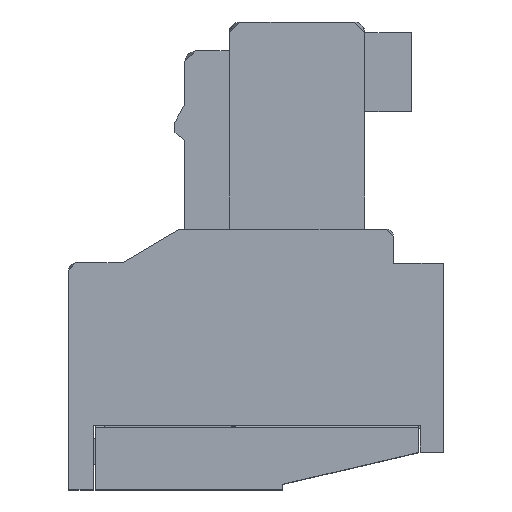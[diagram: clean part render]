
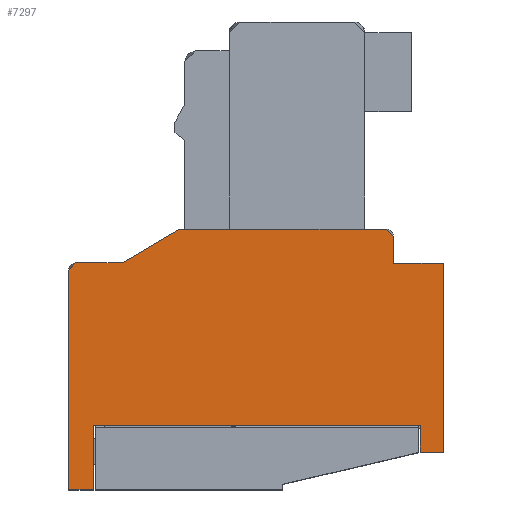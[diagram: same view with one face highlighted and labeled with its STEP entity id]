
A CAD part, top view. The second image highlights one B-rep face of the part: STEP entity #7297.
In plain terms, the highlighted free-form (B-spline) face has degree [1, 1] with [2, 2] control points.
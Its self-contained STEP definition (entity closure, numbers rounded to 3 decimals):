
#464=CARTESIAN_POINT('',(328.997,129.693,1.57));
#465=VERTEX_POINT('',#464);
#473=CARTESIAN_POINT('',(334.794,129.693,1.57));
#474=VERTEX_POINT('',#473);
#475=CARTESIAN_POINT('',(328.997,129.693,1.57));
#476=CARTESIAN_POINT('',(334.794,129.693,1.57));
#477=B_SPLINE_CURVE_WITH_KNOTS('',1,(#475,#476),.POLYLINE_FORM.,.F.,.U.,(2,2),(0.,1.),.UNSPECIFIED.);
#478=EDGE_CURVE('',#465,#474,#477,.T.);
#1048=CARTESIAN_POINT('',(334.994,129.493,1.57));
#1049=VERTEX_POINT('',#1048);
#1055=CARTESIAN_POINT('',(334.994,128.741,1.57));
#1056=VERTEX_POINT('',#1055);
#1057=CARTESIAN_POINT('',(334.994,128.741,1.57));
#1058=CARTESIAN_POINT('',(334.994,129.493,1.57));
#1059=B_SPLINE_CURVE_WITH_KNOTS('',1,(#1057,#1058),.POLYLINE_FORM.,.F.,.U.,(2,2),(0.,1.),.UNSPECIFIED.);
#1060=EDGE_CURVE('',#1056,#1049,#1059,.T.);
#2482=CARTESIAN_POINT('',(326.594,124.193,1.57));
#2483=VERTEX_POINT('',#2482);
#2489=CARTESIAN_POINT('',(326.594,122.393,1.57));
#2490=VERTEX_POINT('',#2489);
#2491=CARTESIAN_POINT('',(326.594,122.393,1.57));
#2492=CARTESIAN_POINT('',(326.594,124.193,1.57));
#2493=B_SPLINE_CURVE_WITH_KNOTS('',1,(#2491,#2492),.POLYLINE_FORM.,.F.,.U.,(2,2),(0.,1.),.UNSPECIFIED.);
#2494=EDGE_CURVE('',#2490,#2483,#2493,.T.);
#3024=CARTESIAN_POINT('',(335.744,123.443,1.57));
#3025=VERTEX_POINT('',#3024);
#3031=CARTESIAN_POINT('',(335.744,124.193,1.57));
#3032=VERTEX_POINT('',#3031);
#3033=CARTESIAN_POINT('',(335.744,124.193,1.57));
#3034=CARTESIAN_POINT('',(335.744,123.443,1.57));
#3035=B_SPLINE_CURVE_WITH_KNOTS('',1,(#3033,#3034),.POLYLINE_FORM.,.F.,.U.,(2,2),(0.,1.),.UNSPECIFIED.);
#3036=EDGE_CURVE('',#3032,#3025,#3035,.T.);
#7211=CARTESIAN_POINT('',(327.394,128.743,1.57));
#7212=VERTEX_POINT('',#7211);
#7213=CARTESIAN_POINT('',(328.997,129.693,1.57));
#7214=CARTESIAN_POINT('',(327.394,128.743,1.57));
#7215=B_SPLINE_CURVE_WITH_KNOTS('',1,(#7213,#7214),.POLYLINE_FORM.,.F.,.U.,(2,2),(0.,1.),.UNSPECIFIED.);
#7216=EDGE_CURVE('',#465,#7212,#7215,.T.);
#7228=CARTESIAN_POINT('',(-367.109,-367.109,1.57));
#7229=CARTESIAN_POINT('',(-367.109,367.109,1.57));
#7230=CARTESIAN_POINT('',(367.109,-367.109,1.57));
#7231=CARTESIAN_POINT('',(367.109,367.109,1.57));
#7232=B_SPLINE_SURFACE_WITH_KNOTS('',1,1,((#7228,#7229),(#7230,#7231)),.PLANE_SURF.,.F.,.F.,.U.,(2,2),(2,2),(0.,1.),(0.,1.),.UNSPECIFIED.);
#7233=CARTESIAN_POINT('',(325.894,128.543,1.57));
#7234=VERTEX_POINT('',#7233);
#7235=CARTESIAN_POINT('',(325.894,122.393,1.57));
#7236=VERTEX_POINT('',#7235);
#7237=CARTESIAN_POINT('',(325.894,128.543,1.57));
#7238=CARTESIAN_POINT('',(325.894,122.393,1.57));
#7239=B_SPLINE_CURVE_WITH_KNOTS('',1,(#7237,#7238),.POLYLINE_FORM.,.F.,.U.,(2,2),(0.,1.),.UNSPECIFIED.);
#7240=EDGE_CURVE('',#7234,#7236,#7239,.T.);
#7241=ORIENTED_EDGE('',*,*,#7240,.T.);
#7242=CARTESIAN_POINT('',(325.894,122.393,1.57));
#7243=CARTESIAN_POINT('',(326.594,122.393,1.57));
#7244=B_SPLINE_CURVE_WITH_KNOTS('',1,(#7242,#7243),.POLYLINE_FORM.,.F.,.U.,(2,2),(0.,1.),.UNSPECIFIED.);
#7245=EDGE_CURVE('',#7236,#2490,#7244,.T.);
#7246=ORIENTED_EDGE('',*,*,#7245,.T.);
#7247=ORIENTED_EDGE('',*,*,#2494,.T.);
#7248=CARTESIAN_POINT('',(326.594,124.193,1.57));
#7249=CARTESIAN_POINT('',(335.744,124.193,1.57));
#7250=B_SPLINE_CURVE_WITH_KNOTS('',1,(#7248,#7249),.POLYLINE_FORM.,.F.,.U.,(2,2),(0.,1.),.UNSPECIFIED.);
#7251=EDGE_CURVE('',#2483,#3032,#7250,.T.);
#7252=ORIENTED_EDGE('',*,*,#7251,.T.);
#7253=ORIENTED_EDGE('',*,*,#3036,.T.);
#7254=CARTESIAN_POINT('',(336.394,123.443,1.57));
#7255=VERTEX_POINT('',#7254);
#7256=CARTESIAN_POINT('',(335.744,123.443,1.57));
#7257=CARTESIAN_POINT('',(336.394,123.443,1.57));
#7258=B_SPLINE_CURVE_WITH_KNOTS('',1,(#7256,#7257),.POLYLINE_FORM.,.F.,.U.,(2,2),(0.,1.),.UNSPECIFIED.);
#7259=EDGE_CURVE('',#3025,#7255,#7258,.T.);
#7260=ORIENTED_EDGE('',*,*,#7259,.T.);
#7261=CARTESIAN_POINT('',(336.394,128.741,1.57));
#7262=VERTEX_POINT('',#7261);
#7263=CARTESIAN_POINT('',(336.394,123.443,1.57));
#7264=CARTESIAN_POINT('',(336.394,128.741,1.57));
#7265=B_SPLINE_CURVE_WITH_KNOTS('',1,(#7263,#7264),.POLYLINE_FORM.,.F.,.U.,(2,2),(0.,1.),.UNSPECIFIED.);
#7266=EDGE_CURVE('',#7255,#7262,#7265,.T.);
#7267=ORIENTED_EDGE('',*,*,#7266,.T.);
#7268=CARTESIAN_POINT('',(336.394,128.741,1.57));
#7269=CARTESIAN_POINT('',(334.994,128.741,1.57));
#7270=B_SPLINE_CURVE_WITH_KNOTS('',1,(#7268,#7269),.POLYLINE_FORM.,.F.,.U.,(2,2),(0.,1.),.UNSPECIFIED.);
#7271=EDGE_CURVE('',#7262,#1056,#7270,.T.);
#7272=ORIENTED_EDGE('',*,*,#7271,.T.);
#7273=ORIENTED_EDGE('',*,*,#1060,.T.);
#7274=CARTESIAN_POINT('',(334.994,129.493,1.57));
#7275=CARTESIAN_POINT('',(334.994,129.693,1.57));
#7276=CARTESIAN_POINT('',(334.794,129.693,1.57));
#7277=(BOUNDED_CURVE()B_SPLINE_CURVE(2,(#7274,#7275,#7276),.CIRCULAR_ARC.,.F.,.U.)B_SPLINE_CURVE_WITH_KNOTS((3,3),(0.,1.),.UNSPECIFIED.)CURVE()GEOMETRIC_REPRESENTATION_ITEM()RATIONAL_B_SPLINE_CURVE((1.,0.707,1.))REPRESENTATION_ITEM(''));
#7278=EDGE_CURVE('',#1049,#474,#7277,.T.);
#7279=ORIENTED_EDGE('',*,*,#7278,.T.);
#7280=ORIENTED_EDGE('',*,*,#478,.F.);
#7281=ORIENTED_EDGE('',*,*,#7216,.T.);
#7282=CARTESIAN_POINT('',(326.094,128.743,1.57));
#7283=VERTEX_POINT('',#7282);
#7284=CARTESIAN_POINT('',(327.394,128.743,1.57));
#7285=CARTESIAN_POINT('',(326.094,128.743,1.57));
#7286=B_SPLINE_CURVE_WITH_KNOTS('',1,(#7284,#7285),.POLYLINE_FORM.,.F.,.U.,(2,2),(0.,1.),.UNSPECIFIED.);
#7287=EDGE_CURVE('',#7212,#7283,#7286,.T.);
#7288=ORIENTED_EDGE('',*,*,#7287,.T.);
#7289=CARTESIAN_POINT('',(326.094,128.743,1.57));
#7290=CARTESIAN_POINT('',(325.894,128.743,1.57));
#7291=CARTESIAN_POINT('',(325.894,128.543,1.57));
#7292=(BOUNDED_CURVE()B_SPLINE_CURVE(2,(#7289,#7290,#7291),.CIRCULAR_ARC.,.F.,.U.)B_SPLINE_CURVE_WITH_KNOTS((3,3),(0.,1.),.UNSPECIFIED.)CURVE()GEOMETRIC_REPRESENTATION_ITEM()RATIONAL_B_SPLINE_CURVE((1.,0.707,1.))REPRESENTATION_ITEM(''));
#7293=EDGE_CURVE('',#7283,#7234,#7292,.T.);
#7294=ORIENTED_EDGE('',*,*,#7293,.T.);
#7295=EDGE_LOOP('',(#7241,#7246,#7247,#7252,#7253,#7260,#7267,#7272,#7273,#7279,#7280,#7281,#7288,#7294));
#7296=FACE_OUTER_BOUND('',#7295,.T.);
#7297=ADVANCED_FACE('',(#7296),#7232,.T.);
